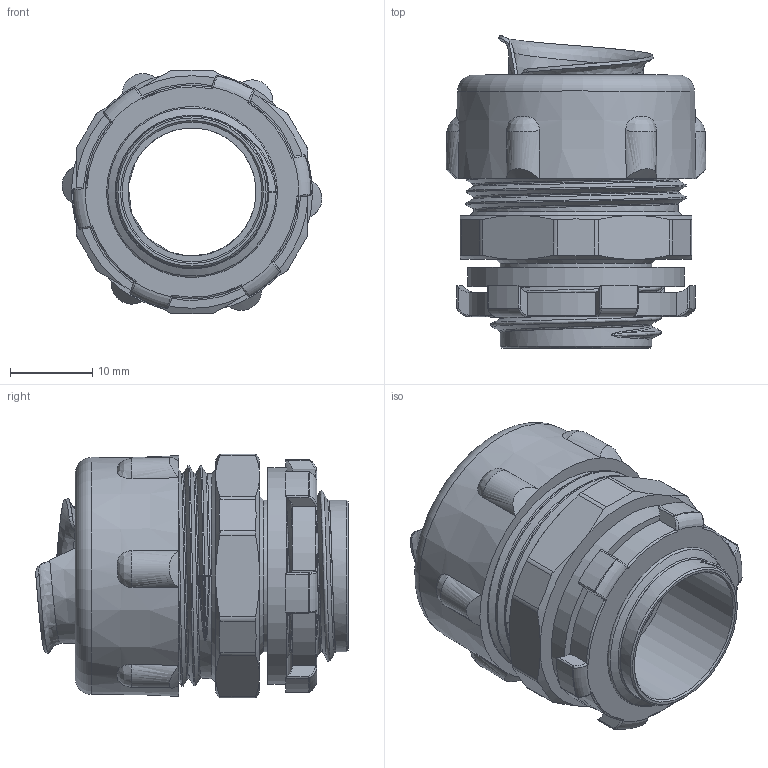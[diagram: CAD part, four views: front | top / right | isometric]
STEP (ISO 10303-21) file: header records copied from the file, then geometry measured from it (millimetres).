
FILE_DESCRIPTION(/* description */ (''),/* implementation_level */ '2;1');
FILE_NAME(/* name */ '',/* time_stamp */ '2025-06-20T16:03:51+07:00',/* author */ ('zeta-82'),/* organization */ (''),/* preprocessor_version */ 'ST-DEVELOPER v19.2',/* originating_system */ 'Autodesk Inventor 2024',/* authorisation */ '');
FILE_SCHEMA (('AUTOMOTIVE_DESIGN { 1 0 10303 214 3 1 1 }'));
Length unit declared in the file: millimetre
Products named in the file (1): ЗЭТА.105.310.000-05 РКН-
18
Bounding box: 31.61 x 38.01 x 29.68 mm (x, y, z)
Volume: 9983.4 mm3; surface area: 9417.9 mm2
Topology: 1 solids, 1 shells, 261 faces, 673 edges, 419 vertices
Faces by surface type: bspline 105, cylinder 56, plane 38, torus 27, cone 23, sphere 12
Full cylindrical faces by diameter (mm): 15.6 x1, 16.4 x1, 17 x1, 18.431 x4, 18.631 x1, 20.2 x1, 21 x1, 21.5 x1, 24.96 x1, 26.4 x1, 26.8 x1
Entity records: 16409 total; most frequent: CARTESIAN_POINT 10697, ORIENTED_EDGE 1344, DIRECTION 794, EDGE_CURVE 672, VERTEX_POINT 419, AXIS2_PLACEMENT_3D 350, B_SPLINE_CURVE_WITH_KNOTS 349, EDGE_LOOP 273
